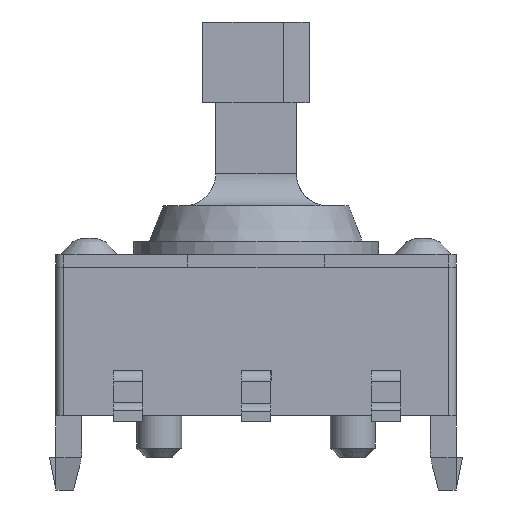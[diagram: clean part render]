
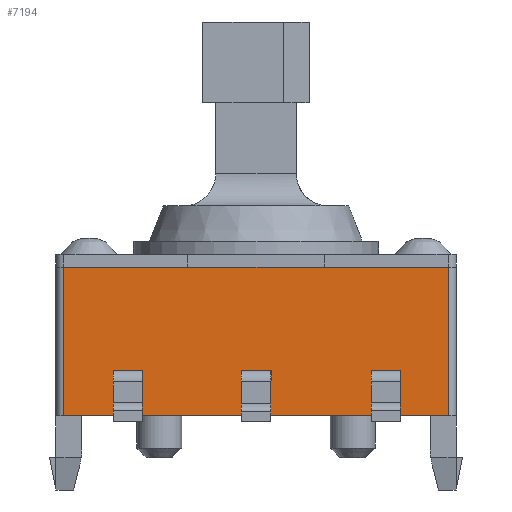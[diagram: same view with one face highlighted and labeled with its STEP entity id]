
A CAD part, left-side view. The second image highlights one B-rep face of the part: STEP entity #7194.
In plain terms, the highlighted planar face has unit normal (-1, 0, 0).
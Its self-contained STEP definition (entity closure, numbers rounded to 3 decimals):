
#622=CARTESIAN_POINT('',(-6.2,5.95,2.3));
#623=VERTEX_POINT('',#622);
#631=CARTESIAN_POINT('',(-6.2,-5.95,2.3));
#632=VERTEX_POINT('',#631);
#633=CARTESIAN_POINT('',(-6.2,-5.95,2.3));
#634=DIRECTION('',(0.0,1.0,0.0));
#635=VECTOR('',#634,11.9);
#636=LINE('',#633,#635);
#637=EDGE_CURVE('',#632,#623,#636,.T.);
#1203=CARTESIAN_POINT('',(-6.2,-5.95,-2.3));
#1204=VERTEX_POINT('',#1203);
#1212=CARTESIAN_POINT('',(-6.2,5.95,-2.3));
#1213=VERTEX_POINT('',#1212);
#1214=CARTESIAN_POINT('',(-6.2,5.95,-2.3));
#1215=DIRECTION('',(0.0,-1.0,0.0));
#1216=VECTOR('',#1215,11.9);
#1217=LINE('',#1214,#1216);
#1218=EDGE_CURVE('',#1213,#1204,#1217,.T.);
#1879=CARTESIAN_POINT('',(-6.2,-5.95,2.3));
#1880=DIRECTION('',(0.0,0.0,-1.0));
#1881=VECTOR('',#1880,4.6);
#1882=LINE('',#1879,#1881);
#1883=EDGE_CURVE('',#632,#1204,#1882,.T.);
#2077=CARTESIAN_POINT('',(-6.2,5.95,-2.3));
#2078=DIRECTION('',(0.0,0.0,1.0));
#2079=VECTOR('',#2078,4.6);
#2080=LINE('',#2077,#2079);
#2081=EDGE_CURVE('',#1213,#623,#2080,.T.);
#5003=CARTESIAN_POINT('',(-6.2,-4.475,-0.9));
#5004=VERTEX_POINT('',#5003);
#5011=CARTESIAN_POINT('',(-6.2,-3.575,-0.9));
#5012=VERTEX_POINT('',#5011);
#5013=CARTESIAN_POINT('',(-6.2,-3.575,-0.9));
#5014=DIRECTION('',(0.0,-1.0,0.0));
#5015=VECTOR('',#5014,0.9);
#5016=LINE('',#5013,#5015);
#5017=EDGE_CURVE('',#5012,#5004,#5016,.T.);
#5042=CARTESIAN_POINT('',(-6.2,-3.575,-1.2));
#5043=VERTEX_POINT('',#5042);
#5044=CARTESIAN_POINT('',(-6.2,-3.575,-1.2));
#5045=DIRECTION('',(0.0,0.0,1.0));
#5046=VECTOR('',#5045,0.3);
#5047=LINE('',#5044,#5046);
#5048=EDGE_CURVE('',#5043,#5012,#5047,.T.);
#5073=CARTESIAN_POINT('',(-6.2,-4.475,-1.2));
#5074=VERTEX_POINT('',#5073);
#5075=CARTESIAN_POINT('',(-6.2,-4.475,-1.2));
#5076=DIRECTION('',(0.0,1.0,0.0));
#5077=VECTOR('',#5076,0.9);
#5078=LINE('',#5075,#5077);
#5079=EDGE_CURVE('',#5074,#5043,#5078,.T.);
#5120=CARTESIAN_POINT('',(-6.2,-4.475,-0.9));
#5121=DIRECTION('',(0.0,0.0,-1.0));
#5122=VECTOR('',#5121,0.3);
#5123=LINE('',#5120,#5122);
#5124=EDGE_CURVE('',#5004,#5074,#5123,.T.);
#5145=CARTESIAN_POINT('',(-6.2,-0.475,-0.9));
#5146=VERTEX_POINT('',#5145);
#5153=CARTESIAN_POINT('',(-6.2,0.425,-0.9));
#5154=VERTEX_POINT('',#5153);
#5155=CARTESIAN_POINT('',(-6.2,0.425,-0.9));
#5156=DIRECTION('',(0.0,-1.0,0.0));
#5157=VECTOR('',#5156,0.9);
#5158=LINE('',#5155,#5157);
#5159=EDGE_CURVE('',#5154,#5146,#5158,.T.);
#5184=CARTESIAN_POINT('',(-6.2,0.425,-1.2));
#5185=VERTEX_POINT('',#5184);
#5186=CARTESIAN_POINT('',(-6.2,0.425,-1.2));
#5187=DIRECTION('',(0.0,0.0,1.0));
#5188=VECTOR('',#5187,0.3);
#5189=LINE('',#5186,#5188);
#5190=EDGE_CURVE('',#5185,#5154,#5189,.T.);
#5215=CARTESIAN_POINT('',(-6.2,-0.475,-1.2));
#5216=VERTEX_POINT('',#5215);
#5217=CARTESIAN_POINT('',(-6.2,-0.475,-1.2));
#5218=DIRECTION('',(0.0,1.0,0.0));
#5219=VECTOR('',#5218,0.9);
#5220=LINE('',#5217,#5219);
#5221=EDGE_CURVE('',#5216,#5185,#5220,.T.);
#5274=CARTESIAN_POINT('',(-6.2,-0.475,-0.9));
#5275=DIRECTION('',(0.0,0.0,-1.0));
#5276=VECTOR('',#5275,0.3);
#5277=LINE('',#5274,#5276);
#5278=EDGE_CURVE('',#5146,#5216,#5277,.T.);
#5299=CARTESIAN_POINT('',(-6.2,3.525,-0.9));
#5300=VERTEX_POINT('',#5299);
#5307=CARTESIAN_POINT('',(-6.2,4.425,-0.9));
#5308=VERTEX_POINT('',#5307);
#5309=CARTESIAN_POINT('',(-6.2,4.425,-0.9));
#5310=DIRECTION('',(0.0,-1.0,0.0));
#5311=VECTOR('',#5310,0.9);
#5312=LINE('',#5309,#5311);
#5313=EDGE_CURVE('',#5308,#5300,#5312,.T.);
#5338=CARTESIAN_POINT('',(-6.2,4.425,-1.2));
#5339=VERTEX_POINT('',#5338);
#5340=CARTESIAN_POINT('',(-6.2,4.425,-1.2));
#5341=DIRECTION('',(0.0,0.0,1.0));
#5342=VECTOR('',#5341,0.3);
#5343=LINE('',#5340,#5342);
#5344=EDGE_CURVE('',#5339,#5308,#5343,.T.);
#5369=CARTESIAN_POINT('',(-6.2,3.525,-1.2));
#5370=VERTEX_POINT('',#5369);
#5371=CARTESIAN_POINT('',(-6.2,3.525,-1.2));
#5372=DIRECTION('',(0.0,1.0,0.0));
#5373=VECTOR('',#5372,0.9);
#5374=LINE('',#5371,#5373);
#5375=EDGE_CURVE('',#5370,#5339,#5374,.T.);
#5416=CARTESIAN_POINT('',(-6.2,3.525,-0.9));
#5417=DIRECTION('',(0.0,0.0,-1.0));
#5418=VECTOR('',#5417,0.3);
#5419=LINE('',#5416,#5418);
#5420=EDGE_CURVE('',#5300,#5370,#5419,.T.);
#7165=CARTESIAN_POINT('',(-6.2,-6.2,0.0));
#7166=DIRECTION('',(-1.0,0.0,0.0));
#7167=DIRECTION('',(0.0,0.0,1.0));
#7168=AXIS2_PLACEMENT_3D('',#7165,#7166,#7167);
#7169=PLANE('',#7168);
#7170=ORIENTED_EDGE('',*,*,#1883,.F.);
#7171=ORIENTED_EDGE('',*,*,#637,.T.);
#7172=ORIENTED_EDGE('',*,*,#2081,.F.);
#7173=ORIENTED_EDGE('',*,*,#1218,.T.);
#7174=EDGE_LOOP('',(#7170,#7171,#7172,#7173));
#7175=FACE_OUTER_BOUND('',#7174,.T.);
#7176=ORIENTED_EDGE('',*,*,#5079,.T.);
#7177=ORIENTED_EDGE('',*,*,#5048,.T.);
#7178=ORIENTED_EDGE('',*,*,#5017,.T.);
#7179=ORIENTED_EDGE('',*,*,#5124,.T.);
#7180=EDGE_LOOP('',(#7176,#7177,#7178,#7179));
#7181=FACE_BOUND('',#7180,.T.);
#7182=ORIENTED_EDGE('',*,*,#5221,.T.);
#7183=ORIENTED_EDGE('',*,*,#5190,.T.);
#7184=ORIENTED_EDGE('',*,*,#5159,.T.);
#7185=ORIENTED_EDGE('',*,*,#5278,.T.);
#7186=EDGE_LOOP('',(#7182,#7183,#7184,#7185));
#7187=FACE_BOUND('',#7186,.T.);
#7188=ORIENTED_EDGE('',*,*,#5375,.T.);
#7189=ORIENTED_EDGE('',*,*,#5344,.T.);
#7190=ORIENTED_EDGE('',*,*,#5313,.T.);
#7191=ORIENTED_EDGE('',*,*,#5420,.T.);
#7192=EDGE_LOOP('',(#7188,#7189,#7190,#7191));
#7193=FACE_BOUND('',#7192,.T.);
#7194=ADVANCED_FACE('',(#7175,#7181,#7187,#7193),#7169,.T.);
